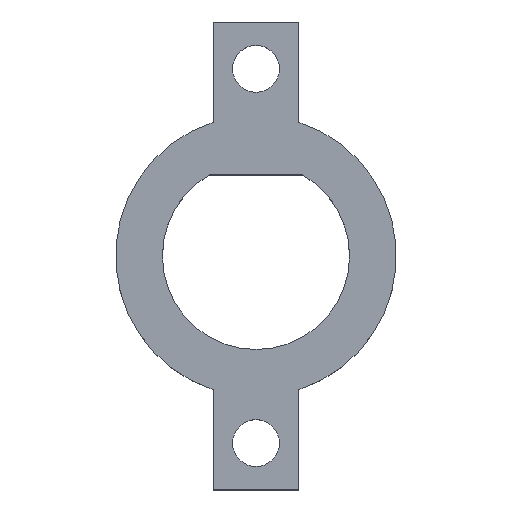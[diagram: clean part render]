
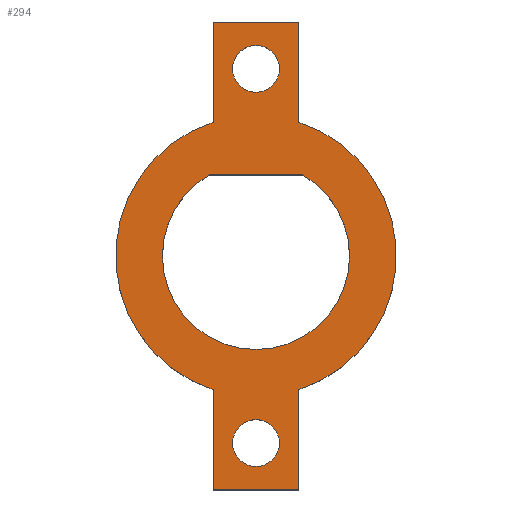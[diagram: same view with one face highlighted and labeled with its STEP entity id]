
A CAD part, top view. The second image highlights one B-rep face of the part: STEP entity #294.
In plain terms, the highlighted planar face has unit normal (0, 0, 1).
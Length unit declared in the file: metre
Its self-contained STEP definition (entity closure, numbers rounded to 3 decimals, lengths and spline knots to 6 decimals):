
#21=CIRCLE('',#316,0.015);
#23=CIRCLE('',#322,0.015);
#25=CIRCLE('',#325,0.01);
#26=CIRCLE('',#328,0.0025);
#28=CIRCLE('',#331,0.0025);
#82=ORIENTED_EDGE('',*,*,#140,.F.);
#83=ORIENTED_EDGE('',*,*,#116,.F.);
#84=ORIENTED_EDGE('',*,*,#120,.T.);
#85=ORIENTED_EDGE('',*,*,#123,.T.);
#86=ORIENTED_EDGE('',*,*,#126,.T.);
#87=ORIENTED_EDGE('',*,*,#129,.T.);
#88=ORIENTED_EDGE('',*,*,#132,.F.);
#89=ORIENTED_EDGE('',*,*,#135,.T.);
#90=ORIENTED_EDGE('',*,*,#139,.F.);
#91=ORIENTED_EDGE('',*,*,#113,.T.);
#92=ORIENTED_EDGE('',*,*,#137,.F.);
#93=ORIENTED_EDGE('',*,*,#142,.F.);
#113=EDGE_CURVE('',#146,#149,#175,.T.);
#116=EDGE_CURVE('',#152,#153,#178,.T.);
#120=EDGE_CURVE('',#152,#155,#182,.T.);
#123=EDGE_CURVE('',#155,#157,#21,.T.);
#126=EDGE_CURVE('',#157,#159,#186,.T.);
#129=EDGE_CURVE('',#159,#161,#189,.T.);
#132=EDGE_CURVE('',#163,#161,#192,.T.);
#135=EDGE_CURVE('',#163,#165,#23,.T.);
#137=EDGE_CURVE('',#146,#149,#25,.T.);
#139=EDGE_CURVE('',#153,#165,#195,.T.);
#140=EDGE_CURVE('',#166,#166,#26,.T.);
#142=EDGE_CURVE('',#168,#168,#28,.T.);
#146=VERTEX_POINT('',#424);
#149=VERTEX_POINT('',#429);
#152=VERTEX_POINT('',#436);
#153=VERTEX_POINT('',#438);
#155=VERTEX_POINT('',#444);
#157=VERTEX_POINT('',#450);
#159=VERTEX_POINT('',#456);
#161=VERTEX_POINT('',#462);
#163=VERTEX_POINT('',#468);
#165=VERTEX_POINT('',#474);
#166=VERTEX_POINT('',#484);
#168=VERTEX_POINT('',#489);
#175=LINE('',#430,#199);
#178=LINE('',#437,#202);
#182=LINE('',#445,#206);
#186=LINE('',#457,#210);
#189=LINE('',#463,#213);
#192=LINE('',#469,#216);
#195=LINE('',#481,#219);
#199=VECTOR('',#346,1.);
#202=VECTOR('',#351,1.);
#206=VECTOR('',#357,1.);
#210=VECTOR('',#369,1.);
#213=VECTOR('',#374,1.);
#216=VECTOR('',#379,1.);
#219=VECTOR('',#396,1.);
#234=EDGE_LOOP('',(#82));
#235=EDGE_LOOP('',(#83,#84,#85,#86,#87,#88,#89,#90));
#236=EDGE_LOOP('',(#91,#92));
#237=EDGE_LOOP('',(#93));
#260=FACE_BOUND('',#234,.T.);
#261=FACE_BOUND('',#235,.T.);
#262=FACE_BOUND('',#236,.T.);
#263=FACE_BOUND('',#237,.T.);
#279=PLANE('',#333);
#294=ADVANCED_FACE('',(#260,#261,#262,#263),#279,.T.);
#316=AXIS2_PLACEMENT_3D('',#451,#363,#364);
#322=AXIS2_PLACEMENT_3D('',#475,#385,#386);
#325=AXIS2_PLACEMENT_3D('',#478,#391,#392);
#328=AXIS2_PLACEMENT_3D('',#483,#399,#400);
#331=AXIS2_PLACEMENT_3D('',#488,#405,#406);
#333=AXIS2_PLACEMENT_3D('',#492,#409,#410);
#346=DIRECTION('',(1.,0.,0.));
#351=DIRECTION('',(1.,0.,0.));
#357=DIRECTION('',(0.,-1.,0.));
#363=DIRECTION('',(0.,0.,1.));
#364=DIRECTION('',(1.,0.,0.));
#369=DIRECTION('',(0.,-1.,0.));
#374=DIRECTION('',(1.,0.,0.));
#379=DIRECTION('',(0.,-1.,0.));
#385=DIRECTION('',(0.,0.,1.));
#386=DIRECTION('',(1.,0.,0.));
#391=DIRECTION('',(0.,0.,1.));
#392=DIRECTION('',(1.,0.,0.));
#396=DIRECTION('',(0.,-1.,0.));
#399=DIRECTION('',(0.,0.,1.));
#400=DIRECTION('',(1.,0.,0.));
#405=DIRECTION('',(0.,0.,1.));
#406=DIRECTION('',(1.,0.,0.));
#409=DIRECTION('',(0.,0.,1.));
#410=DIRECTION('',(1.,0.,0.));
#424=CARTESIAN_POINT('',(-0.005,0.00866,0.006));
#429=CARTESIAN_POINT('',(0.005,0.00866,0.006));
#430=CARTESIAN_POINT('',(0.,0.00866,0.006));
#436=CARTESIAN_POINT('',(-0.004587,0.025,0.006));
#437=CARTESIAN_POINT('',(0.,0.025,0.006));
#438=CARTESIAN_POINT('',(0.004587,0.025,0.006));
#444=CARTESIAN_POINT('',(-0.004587,0.014281,0.006));
#445=CARTESIAN_POINT('',(-0.004587,0.019641,0.006));
#450=CARTESIAN_POINT('',(-0.004587,-0.014281,0.006));
#451=CARTESIAN_POINT('',(0.,0.,0.006));
#456=CARTESIAN_POINT('',(-0.004587,-0.025,0.006));
#457=CARTESIAN_POINT('',(-0.004587,-0.019641,0.006));
#462=CARTESIAN_POINT('',(0.004587,-0.025,0.006));
#463=CARTESIAN_POINT('',(0.,-0.025,0.006));
#468=CARTESIAN_POINT('',(0.004587,-0.014281,0.006));
#469=CARTESIAN_POINT('',(0.004587,-0.019641,0.006));
#474=CARTESIAN_POINT('',(0.004587,0.014281,0.006));
#475=CARTESIAN_POINT('',(0.,0.,0.006));
#478=CARTESIAN_POINT('',(0.,0.,0.006));
#481=CARTESIAN_POINT('',(0.004587,0.019641,0.006));
#483=CARTESIAN_POINT('',(0.,0.02,0.006));
#484=CARTESIAN_POINT('',(0.0025,0.02,0.006));
#488=CARTESIAN_POINT('',(0.,-0.02,0.006));
#489=CARTESIAN_POINT('',(0.0025,-0.02,0.006));
#492=CARTESIAN_POINT('',(0.,0.,0.006));
